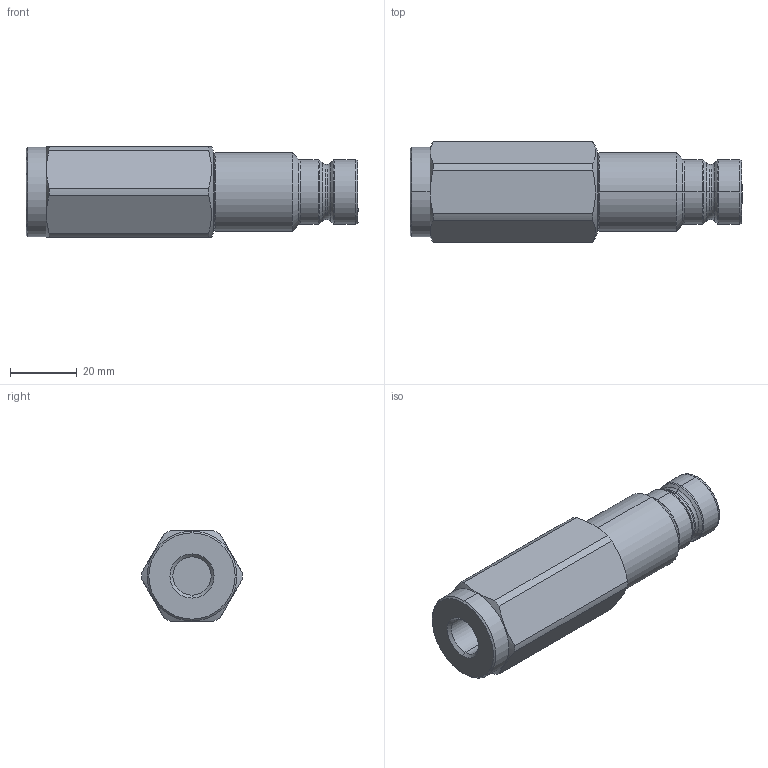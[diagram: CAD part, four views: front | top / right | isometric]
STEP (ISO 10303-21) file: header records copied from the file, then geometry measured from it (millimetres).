
FILE_DESCRIPTION (( 'STEP AP214' ), '1' );
FILE_NAME ('FF2521.STEP', '2013-10-28T12:46:39', ( 'admin' ), ( 'Microsoft' ), 'SwSTEP 2.0', 'SolidWorks 2009', '' );
FILE_SCHEMA (( 'AUTOMOTIVE_DESIGN' ));
Length unit declared in the file: millimetre
Products named in the file (1): FF2521
Bounding box: 99.2 x 29.99 x 27 mm (x, y, z)
Volume: 49161 mm3; surface area: 9623.9 mm2
Topology: 1 solids, 1 shells, 69 faces, 150 edges, 88 vertices
Faces by surface type: cylinder 20, cone 20, torus 16, plane 13
Entity records: 2003 total; most frequent: CARTESIAN_POINT 436, DIRECTION 362, ORIENTED_EDGE 300, AXIS2_PLACEMENT_3D 158, EDGE_CURVE 150, CIRCLE 88, VERTEX_POINT 88, EDGE_LOOP 74
